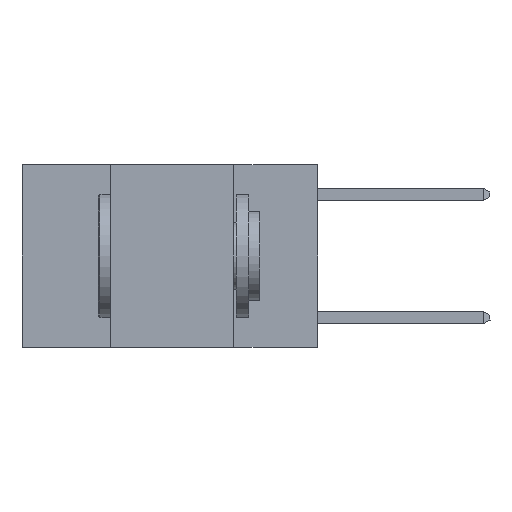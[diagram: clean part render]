
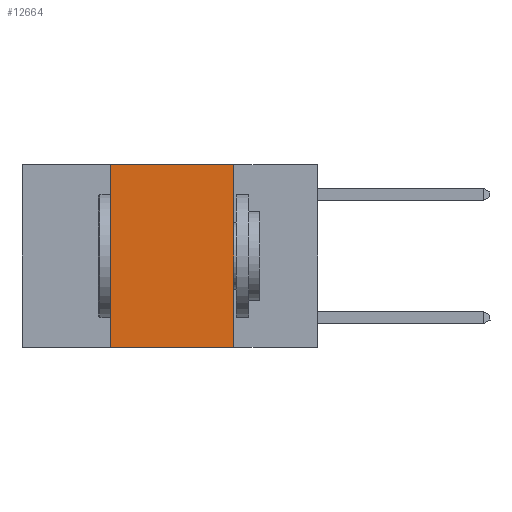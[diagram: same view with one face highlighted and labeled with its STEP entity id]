
A CAD part, left-side view. The second image highlights one B-rep face of the part: STEP entity #12664.
In plain terms, the highlighted planar face has unit normal (-1, 0, 0).
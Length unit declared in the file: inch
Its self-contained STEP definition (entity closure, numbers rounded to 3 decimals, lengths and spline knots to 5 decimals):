
#2088 = VECTOR ( 'NONE', #10831, 39.37008 ) ;
#2566 = CARTESIAN_POINT ( 'NONE',  ( 0., 0.17, 0. ) ) ;
#2821 = EDGE_CURVE ( 'NONE', #4562, #5756, #9397, .T. ) ;
#2952 = VECTOR ( 'NONE', #5236, 39.37008 ) ;
#3040 = ORIENTED_EDGE ( 'NONE', *, *, #3547, .F. ) ;
#3285 = LINE ( 'NONE', #7900, #6952 ) ;
#3547 = EDGE_CURVE ( 'NONE', #14370, #4562, #17292, .T. ) ;
#3623 = ORIENTED_EDGE ( 'NONE', *, *, #11397, .F. ) ;
#3823 = CARTESIAN_POINT ( 'NONE',  ( 0., 0.6, -0.37 ) ) ;
#4234 = CARTESIAN_POINT ( 'NONE',  ( 0., 0.42, -0.37 ) ) ;
#4477 = CARTESIAN_POINT ( 'NONE',  ( 0., 0.17, -0.37 ) ) ;
#4562 = VERTEX_POINT ( 'NONE', #15794 ) ;
#4739 = EDGE_LOOP ( 'NONE', ( #10389, #3040, #3623, #13032 ) ) ;
#5236 = DIRECTION ( 'NONE',  ( 0., -1., 0. ) ) ;
#5391 = EDGE_CURVE ( 'NONE', #10246, #5756, #6625, .T. ) ;
#5756 = VERTEX_POINT ( 'NONE', #4477 ) ;
#6452 = DIRECTION ( 'NONE',  ( 0., 0., 1. ) ) ;
#6625 = LINE ( 'NONE', #3823, #2952 ) ;
#6952 = VECTOR ( 'NONE', #6452, 39.37008 ) ;
#7197 = DIRECTION ( 'NONE',  ( 0., 0., -1. ) ) ;
#7900 = CARTESIAN_POINT ( 'NONE',  ( 0., 0.42, 0. ) ) ;
#8222 = CARTESIAN_POINT ( 'NONE',  ( 0., 0.6, 0. ) ) ;
#9397 = LINE ( 'NONE', #2566, #2088 ) ;
#9920 = VECTOR ( 'NONE', #16491, 39.37008 ) ;
#10246 = VERTEX_POINT ( 'NONE', #4234 ) ;
#10389 = ORIENTED_EDGE ( 'NONE', *, *, #2821, .F. ) ;
#10831 = DIRECTION ( 'NONE',  ( 0., 0., -1. ) ) ;
#11397 = EDGE_CURVE ( 'NONE', #10246, #14370, #3285, .T. ) ;
#12301 = FACE_OUTER_BOUND ( 'NONE', #4739, .T. ) ;
#12664 = ADVANCED_FACE ( 'NONE', ( #12301 ), #12672, .F. ) ;
#12672 = PLANE ( 'NONE',  #17315 ) ;
#13032 = ORIENTED_EDGE ( 'NONE', *, *, #5391, .T. ) ;
#14064 = CARTESIAN_POINT ( 'NONE',  ( 0., 0.6, 0. ) ) ;
#14370 = VERTEX_POINT ( 'NONE', #15148 ) ;
#15148 = CARTESIAN_POINT ( 'NONE',  ( 0., 0.42, 0. ) ) ;
#15463 = DIRECTION ( 'NONE',  ( 1., 0., 0. ) ) ;
#15794 = CARTESIAN_POINT ( 'NONE',  ( 0., 0.17, 0. ) ) ;
#16491 = DIRECTION ( 'NONE',  ( 0., -1., 0. ) ) ;
#17292 = LINE ( 'NONE', #8222, #9920 ) ;
#17315 = AXIS2_PLACEMENT_3D ( 'NONE', #14064, #15463, #7197 ) ;
